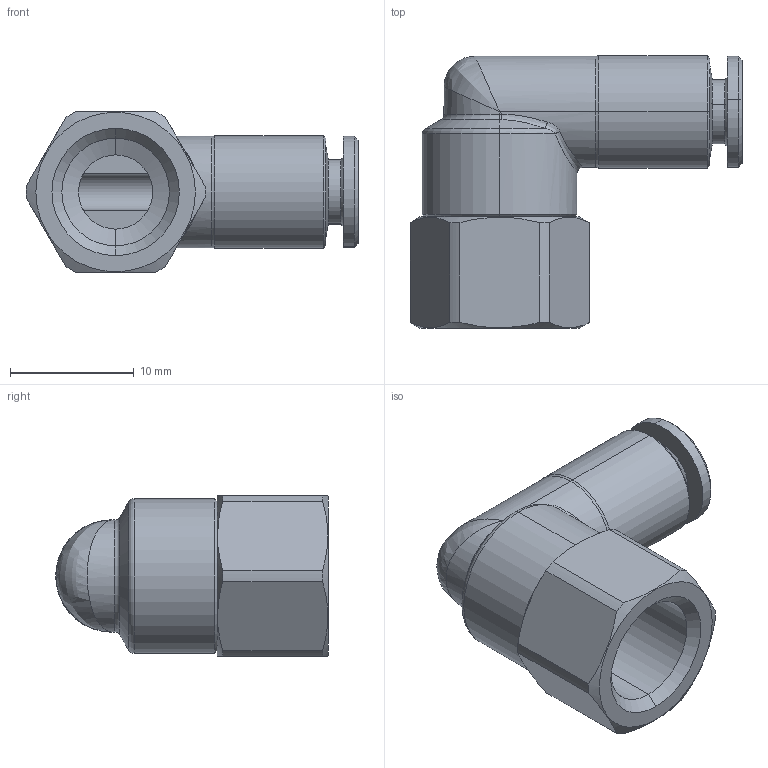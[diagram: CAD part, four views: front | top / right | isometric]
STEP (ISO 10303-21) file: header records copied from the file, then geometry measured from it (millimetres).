
FILE_DESCRIPTION (( 'STEP AP203' ), '1' );
FILE_NAME ('A0070011.STEP', '2009-01-19T09:32:32', ( 'UT1' ), ( 'sopra-pneumatic' ), 'SwSTEP 2.0', 'SolidWorks 2008', '' );
FILE_SCHEMA (( 'CONFIG_CONTROL_DESIGN' ));
Length unit declared in the file: millimetre
Products named in the file (1): A0070011
Bounding box: 26.85 x 22.05 x 13 mm (x, y, z)
Volume: 2464.1 mm3; surface area: 2127.6 mm2
Topology: 1 solids, 1 shells, 82 faces, 190 edges, 111 vertices
Faces by surface type: cylinder 29, cone 25, plane 14, torus 8, bspline 6
Entity records: 2821 total; most frequent: CARTESIAN_POINT 925, DIRECTION 396, ORIENTED_EDGE 376, EDGE_CURVE 188, AXIS2_PLACEMENT_3D 168, VERTEX_POINT 111, CIRCLE 91, EDGE_LOOP 87
